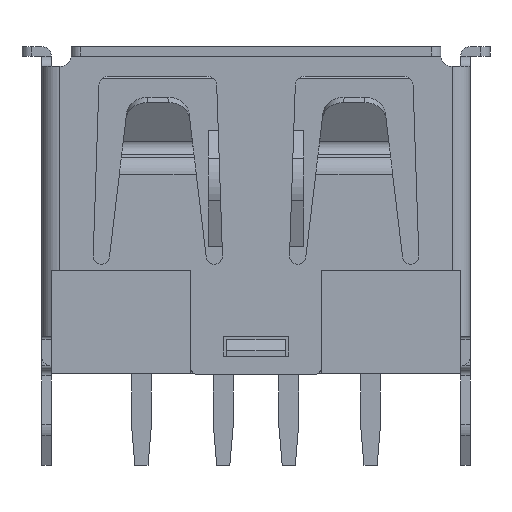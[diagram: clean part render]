
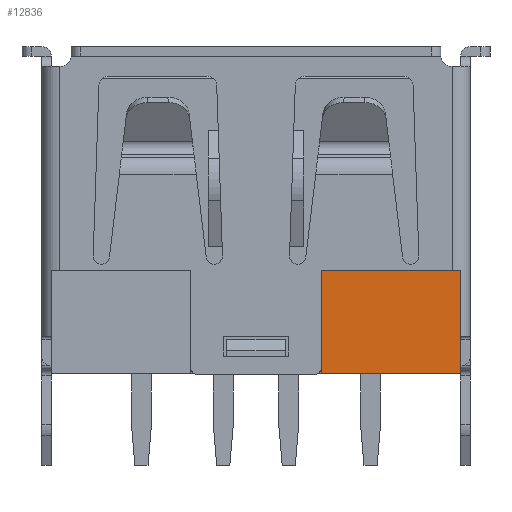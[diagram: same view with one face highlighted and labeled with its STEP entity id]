
A CAD part, front view. The second image highlights one B-rep face of the part: STEP entity #12836.
In plain terms, the highlighted planar face has unit normal (0, -1, 0).
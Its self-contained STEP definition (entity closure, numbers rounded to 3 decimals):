
#690 = ORIENTED_EDGE ( 'NONE', *, *, #13915, .F. ) ;
#980 = VERTEX_POINT ( 'NONE', #13564 ) ;
#1043 = VECTOR ( 'NONE', #8665, 1000. ) ;
#1093 = DIRECTION ( 'NONE',  ( 1., 0., 0. ) ) ;
#1110 = DIRECTION ( 'NONE',  ( 0., 0., 1. ) ) ;
#1816 = EDGE_CURVE ( 'NONE', #3394, #980, #3289, .T. ) ;
#1907 = EDGE_CURVE ( 'NONE', #8232, #11246, #3823, .T. ) ;
#2820 = ORIENTED_EDGE ( 'NONE', *, *, #1907, .F. ) ;
#3241 = EDGE_CURVE ( 'NONE', #980, #11246, #10244, .T. ) ;
#3289 = LINE ( 'NONE', #5448, #11726 ) ;
#3296 = AXIS2_PLACEMENT_3D ( 'NONE', #14865, #8014, #1093 ) ;
#3382 = CARTESIAN_POINT ( 'NONE',  ( 0., -3.7, -6.85 ) ) ;
#3394 = VERTEX_POINT ( 'NONE', #7820 ) ;
#3823 = LINE ( 'NONE', #3382, #6892 ) ;
#3911 = CARTESIAN_POINT ( 'NONE',  ( 2.001, -3.7, -6.85 ) ) ;
#4392 = ORIENTED_EDGE ( 'NONE', *, *, #3241, .T. ) ;
#4457 = CARTESIAN_POINT ( 'NONE',  ( 6.25, -3.7, -6.85 ) ) ;
#4548 = DIRECTION ( 'NONE',  ( 1., 0., 0. ) ) ;
#5166 = ORIENTED_EDGE ( 'NONE', *, *, #1816, .T. ) ;
#5448 = CARTESIAN_POINT ( 'NONE',  ( 0., -3.7, -10. ) ) ;
#5711 = CARTESIAN_POINT ( 'NONE',  ( 2.001, -3.7, -23.976 ) ) ;
#6892 = VECTOR ( 'NONE', #4548, 1000. ) ;
#7535 = CARTESIAN_POINT ( 'NONE',  ( 6.25, -3.7, -23.976 ) ) ;
#7820 = CARTESIAN_POINT ( 'NONE',  ( 2.001, -3.7, -10. ) ) ;
#8014 = DIRECTION ( 'NONE',  ( 0., -1., 0. ) ) ;
#8232 = VERTEX_POINT ( 'NONE', #3911 ) ;
#8665 = DIRECTION ( 'NONE',  ( 0., 0., 1. ) ) ;
#9049 = PLANE ( 'NONE',  #3296 ) ;
#10244 = LINE ( 'NONE', #7535, #1043 ) ;
#11195 = DIRECTION ( 'NONE',  ( 1., 0., 0. ) ) ;
#11246 = VERTEX_POINT ( 'NONE', #4457 ) ;
#11390 = EDGE_LOOP ( 'NONE', ( #4392, #2820, #690, #5166 ) ) ;
#11726 = VECTOR ( 'NONE', #11195, 1000. ) ;
#11814 = LINE ( 'NONE', #5711, #13436 ) ;
#12836 = ADVANCED_FACE ( 'NONE', ( #14022 ), #9049, .T. ) ;
#13436 = VECTOR ( 'NONE', #1110, 1000. ) ;
#13564 = CARTESIAN_POINT ( 'NONE',  ( 6.25, -3.7, -10. ) ) ;
#13915 = EDGE_CURVE ( 'NONE', #3394, #8232, #11814, .T. ) ;
#14022 = FACE_OUTER_BOUND ( 'NONE', #11390, .T. ) ;
#14865 = CARTESIAN_POINT ( 'NONE',  ( 2.001, -3.7, -23.976 ) ) ;
